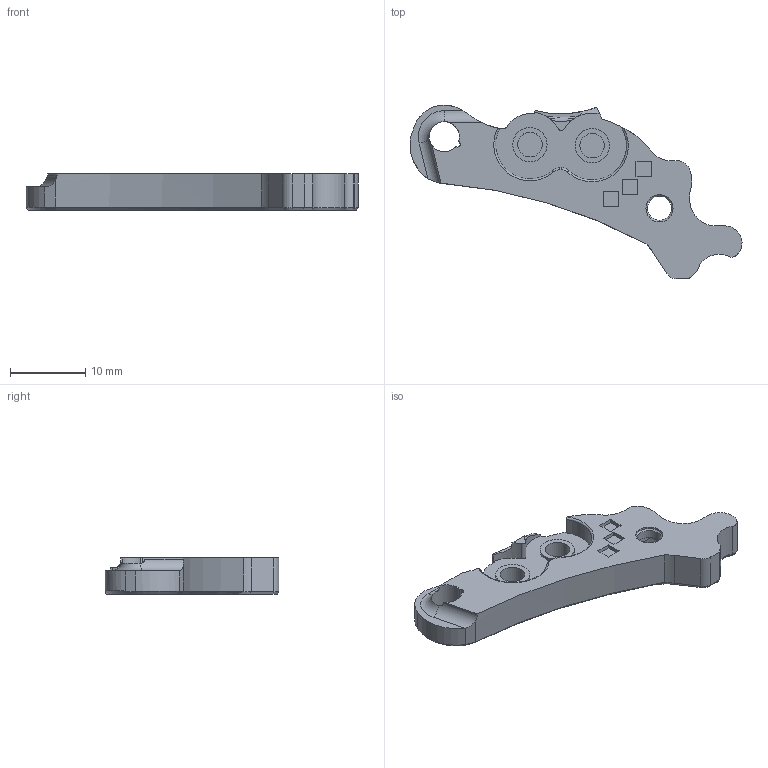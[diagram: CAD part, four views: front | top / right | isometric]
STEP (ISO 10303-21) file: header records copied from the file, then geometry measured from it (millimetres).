
FILE_DESCRIPTION(/* description */ (''),/* implementation_level */ '2;1');
FILE_NAME(/* name */ 'idler-lever-B.stp',/* time_stamp */ '2023-12-19T13:25:56+01:00',/* author */ ('Dominik Tebich'),/* organization */ (''),/* preprocessor_version */ 'ST-DEVELOPER v19.2',/* originating_system */ 'Autodesk Inventor 2023',/* authorisation */ '');
FILE_SCHEMA (('AUTOMOTIVE_DESIGN { 1 0 10303 214 3 1 1 }'));
Length unit declared in the file: millimetre
Products named in the file (1): idler-lever-B-E2
Bounding box: 44.03 x 23.06 x 4.85 mm (x, y, z)
Volume: 1671.9 mm3; surface area: 1703 mm2
Topology: 1 solids, 2 shells, 151 faces, 384 edges, 243 vertices
Faces by surface type: plane 65, cylinder 47, cone 27, torus 7, bspline 5
Full cylindrical faces by diameter (mm): 3.2 x1, 3.25 x2, 3.6 x1, 4.55 x2, 5.7 x1
Entity records: 4823 total; most frequent: CARTESIAN_POINT 1092, DIRECTION 780, ORIENTED_EDGE 768, EDGE_CURVE 384, AXIS2_PLACEMENT_3D 293, VERTEX_POINT 243, LINE 194, VECTOR 194
